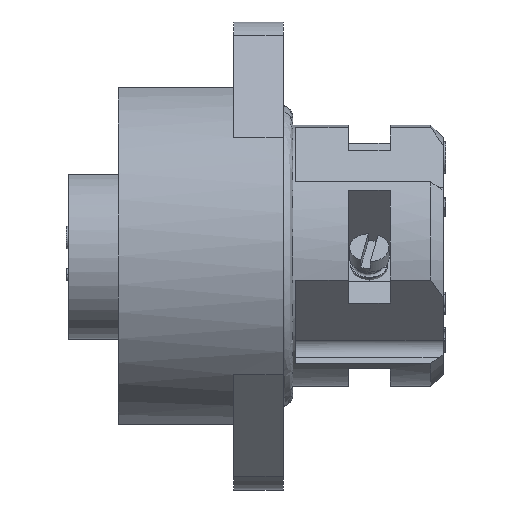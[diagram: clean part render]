
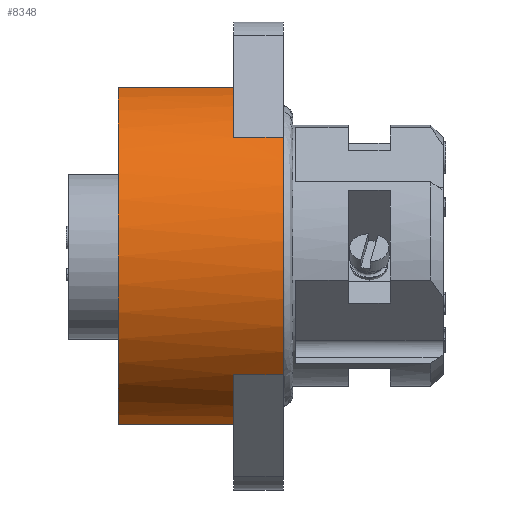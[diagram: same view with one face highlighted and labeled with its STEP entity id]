
A CAD part, left-side view. The second image highlights one B-rep face of the part: STEP entity #8348.
In plain terms, the highlighted cylindrical face has radius 14.1 mm (diameter 28.2 mm), a partial arc.
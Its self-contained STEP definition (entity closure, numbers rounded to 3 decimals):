
#17 = DIRECTION ( 'NONE',  ( 0., 0., 1. ) ) ;
#48 = ORIENTED_EDGE ( 'NONE', *, *, #11218, .T. ) ;
#218 = EDGE_CURVE ( 'NONE', #12733, #12159, #603, .T. ) ;
#275 = AXIS2_PLACEMENT_3D ( 'NONE', #15814, #8153, #746 ) ;
#349 = DIRECTION ( 'NONE',  ( 0., 1., 0. ) ) ;
#416 = CYLINDRICAL_SURFACE ( 'NONE', #2256, 14.1 ) ;
#603 = LINE ( 'NONE', #14884, #12651 ) ;
#746 = DIRECTION ( 'NONE',  ( 0., 0., 1. ) ) ;
#811 = FACE_OUTER_BOUND ( 'NONE', #7989, .T. ) ;
#1065 = LINE ( 'NONE', #8184, #6857 ) ;
#1394 = CARTESIAN_POINT ( 'NONE',  ( -3.444, 18., -13.673 ) ) ;
#1909 = VERTEX_POINT ( 'NONE', #15022 ) ;
#2256 = AXIS2_PLACEMENT_3D ( 'NONE', #3482, #13515, #16126 ) ;
#3482 = CARTESIAN_POINT ( 'NONE',  ( 0., 4.6, 0. ) ) ;
#3691 = VERTEX_POINT ( 'NONE', #12937 ) ;
#4464 = DIRECTION ( 'NONE',  ( 0., -1., 0. ) ) ;
#4587 = CARTESIAN_POINT ( 'NONE',  ( -3.444, 18., 13.673 ) ) ;
#5359 = VECTOR ( 'NONE', #15646, 1000. ) ;
#5384 = EDGE_CURVE ( 'NONE', #7852, #13866, #7252, .T. ) ;
#5479 = CARTESIAN_POINT ( 'NONE',  ( -10.287, 4.6, -9.643 ) ) ;
#6676 = CARTESIAN_POINT ( 'NONE',  ( 0., 8.6, 0. ) ) ;
#6857 = VECTOR ( 'NONE', #9399, 1000. ) ;
#7252 = CIRCLE ( 'NONE', #10527, 14.1 ) ;
#7382 = DIRECTION ( 'NONE',  ( 0., 1., 0. ) ) ;
#7455 = ORIENTED_EDGE ( 'NONE', *, *, #14896, .T. ) ;
#7546 = CIRCLE ( 'NONE', #11884, 14.1 ) ;
#7852 = VERTEX_POINT ( 'NONE', #4587 ) ;
#7961 = ORIENTED_EDGE ( 'NONE', *, *, #13659, .T. ) ;
#7969 = DIRECTION ( 'NONE',  ( 0., 0., 1. ) ) ;
#7989 = EDGE_LOOP ( 'NONE', ( #7455, #10237, #11332, #15275, #9600, #48, #7961, #9874 ) ) ;
#8128 = EDGE_CURVE ( 'NONE', #9964, #7852, #12664, .T. ) ;
#8153 = DIRECTION ( 'NONE',  ( 0., 1., 0. ) ) ;
#8157 = CARTESIAN_POINT ( 'NONE',  ( -3.444, 8.6, 13.673 ) ) ;
#8184 = CARTESIAN_POINT ( 'NONE',  ( -3.444, 4.6, -13.673 ) ) ;
#8348 = ADVANCED_FACE ( 'NONE', ( #811 ), #416, .T. ) ;
#8827 = AXIS2_PLACEMENT_3D ( 'NONE', #14998, #7382, #17 ) ;
#8847 = CIRCLE ( 'NONE', #275, 14.1 ) ;
#9232 = EDGE_CURVE ( 'NONE', #12159, #9964, #7546, .T. ) ;
#9399 = DIRECTION ( 'NONE',  ( 0., -1., 0. ) ) ;
#9442 = CARTESIAN_POINT ( 'NONE',  ( -10.287, 8.6, 9.643 ) ) ;
#9600 = ORIENTED_EDGE ( 'NONE', *, *, #5384, .T. ) ;
#9874 = ORIENTED_EDGE ( 'NONE', *, *, #14578, .T. ) ;
#9964 = VERTEX_POINT ( 'NONE', #8157 ) ;
#10204 = CARTESIAN_POINT ( 'NONE',  ( -3.444, 4.6, 13.673 ) ) ;
#10237 = ORIENTED_EDGE ( 'NONE', *, *, #218, .T. ) ;
#10527 = AXIS2_PLACEMENT_3D ( 'NONE', #11956, #4464, #13227 ) ;
#11063 = VERTEX_POINT ( 'NONE', #11478 ) ;
#11218 = EDGE_CURVE ( 'NONE', #13866, #3691, #1065, .T. ) ;
#11332 = ORIENTED_EDGE ( 'NONE', *, *, #9232, .T. ) ;
#11478 = CARTESIAN_POINT ( 'NONE',  ( -10.287, 4.6, -9.643 ) ) ;
#11680 = CIRCLE ( 'NONE', #8827, 14.1 ) ;
#11884 = AXIS2_PLACEMENT_3D ( 'NONE', #6676, #15604, #7969 ) ;
#11956 = CARTESIAN_POINT ( 'NONE',  ( 0., 18., 0. ) ) ;
#12159 = VERTEX_POINT ( 'NONE', #9442 ) ;
#12651 = VECTOR ( 'NONE', #14990, 1000. ) ;
#12664 = LINE ( 'NONE', #10204, #15763 ) ;
#12733 = VERTEX_POINT ( 'NONE', #12738 ) ;
#12738 = CARTESIAN_POINT ( 'NONE',  ( -10.287, 4.6, 9.643 ) ) ;
#12937 = CARTESIAN_POINT ( 'NONE',  ( -3.444, 8.6, -13.673 ) ) ;
#13227 = DIRECTION ( 'NONE',  ( 0., 0., 1. ) ) ;
#13515 = DIRECTION ( 'NONE',  ( 0., 1., 0. ) ) ;
#13659 = EDGE_CURVE ( 'NONE', #3691, #1909, #11680, .T. ) ;
#13866 = VERTEX_POINT ( 'NONE', #1394 ) ;
#14578 = EDGE_CURVE ( 'NONE', #1909, #11063, #15483, .T. ) ;
#14884 = CARTESIAN_POINT ( 'NONE',  ( -10.287, 4.6, 9.643 ) ) ;
#14896 = EDGE_CURVE ( 'NONE', #11063, #12733, #8847, .T. ) ;
#14990 = DIRECTION ( 'NONE',  ( 0., 1., 0. ) ) ;
#14998 = CARTESIAN_POINT ( 'NONE',  ( 0., 8.6, 0. ) ) ;
#15022 = CARTESIAN_POINT ( 'NONE',  ( -10.287, 8.6, -9.643 ) ) ;
#15275 = ORIENTED_EDGE ( 'NONE', *, *, #8128, .T. ) ;
#15483 = LINE ( 'NONE', #5479, #5359 ) ;
#15604 = DIRECTION ( 'NONE',  ( 0., 1., 0. ) ) ;
#15646 = DIRECTION ( 'NONE',  ( 0., -1., 0. ) ) ;
#15763 = VECTOR ( 'NONE', #349, 1000. ) ;
#15814 = CARTESIAN_POINT ( 'NONE',  ( 0., 4.6, 0. ) ) ;
#16126 = DIRECTION ( 'NONE',  ( 0., 0., 1. ) ) ;
